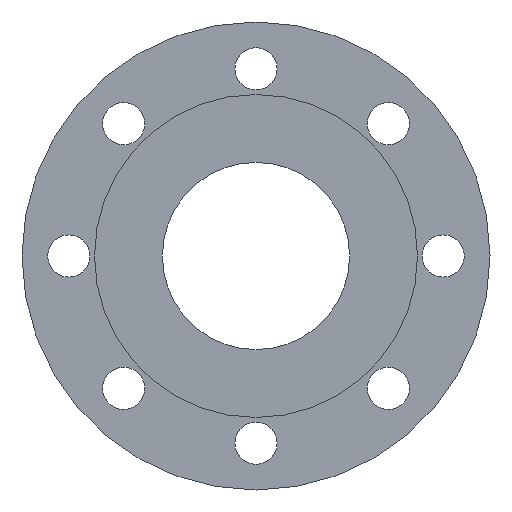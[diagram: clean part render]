
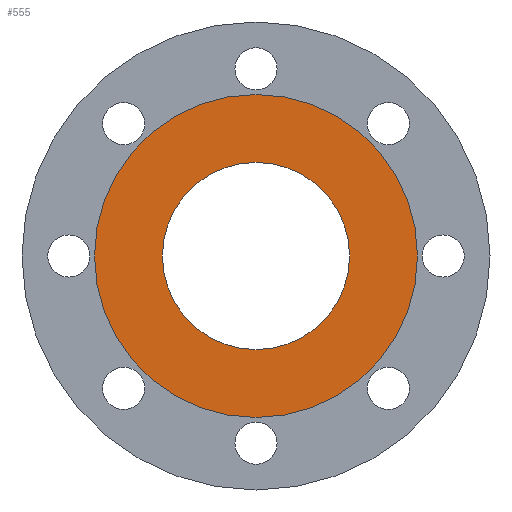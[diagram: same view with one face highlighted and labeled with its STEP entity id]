
A CAD part, front view. The second image highlights one B-rep face of the part: STEP entity #555.
In plain terms, the highlighted planar face has unit normal (0, -1, 0).
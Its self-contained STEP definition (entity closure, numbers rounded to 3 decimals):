
#11 = ORIENTED_EDGE ( 'NONE', *, *, #335, .F. ) ;
#26 = PLANE ( 'NONE',  #894 ) ;
#53 = VERTEX_POINT ( 'NONE', #506 ) ;
#83 = CIRCLE ( 'NONE', #705, 69. ) ;
#111 = FACE_BOUND ( 'NONE', #598, .T. ) ;
#123 = ORIENTED_EDGE ( 'NONE', *, *, #833, .T. ) ;
#148 = AXIS2_PLACEMENT_3D ( 'NONE', #673, #683, #591 ) ;
#220 = EDGE_LOOP ( 'NONE', ( #441, #11 ) ) ;
#238 = AXIS2_PLACEMENT_3D ( 'NONE', #520, #1029, #368 ) ;
#266 = DIRECTION ( 'NONE',  ( 0., -1., 0. ) ) ;
#324 = CIRCLE ( 'NONE', #238, 40. ) ;
#335 = EDGE_CURVE ( 'NONE', #603, #924, #83, .T. ) ;
#337 = VERTEX_POINT ( 'NONE', #826 ) ;
#339 = CARTESIAN_POINT ( 'NONE',  ( 0., 0., 0. ) ) ;
#368 = DIRECTION ( 'NONE',  ( 0., 0., 1. ) ) ;
#441 = ORIENTED_EDGE ( 'NONE', *, *, #493, .F. ) ;
#486 = DIRECTION ( 'NONE',  ( 0., 1., 0. ) ) ;
#487 = ORIENTED_EDGE ( 'NONE', *, *, #1063, .T. ) ;
#493 = EDGE_CURVE ( 'NONE', #924, #603, #785, .T. ) ;
#506 = CARTESIAN_POINT ( 'NONE',  ( 0., 0., -40. ) ) ;
#520 = CARTESIAN_POINT ( 'NONE',  ( 0., 0., 0. ) ) ;
#555 = ADVANCED_FACE ( 'NONE', ( #111, #954 ), #26, .T. ) ;
#591 = DIRECTION ( 'NONE',  ( 0., 0., 1. ) ) ;
#598 = EDGE_LOOP ( 'NONE', ( #123, #487 ) ) ;
#603 = VERTEX_POINT ( 'NONE', #627 ) ;
#627 = CARTESIAN_POINT ( 'NONE',  ( 0., 0., -69. ) ) ;
#634 = CIRCLE ( 'NONE', #148, 40. ) ;
#635 = CARTESIAN_POINT ( 'NONE',  ( 0., 0., 0. ) ) ;
#673 = CARTESIAN_POINT ( 'NONE',  ( 0., 0., 0. ) ) ;
#683 = DIRECTION ( 'NONE',  ( 0., 1., 0. ) ) ;
#687 = DIRECTION ( 'NONE',  ( 0., 0., -1. ) ) ;
#705 = AXIS2_PLACEMENT_3D ( 'NONE', #635, #486, #990 ) ;
#743 = DIRECTION ( 'NONE',  ( 0., 0., 1. ) ) ;
#785 = CIRCLE ( 'NONE', #841, 69. ) ;
#826 = CARTESIAN_POINT ( 'NONE',  ( 0., 0., 40. ) ) ;
#833 = EDGE_CURVE ( 'NONE', #337, #53, #634, .T. ) ;
#841 = AXIS2_PLACEMENT_3D ( 'NONE', #339, #1099, #743 ) ;
#863 = CARTESIAN_POINT ( 'NONE',  ( 0., 0., 40. ) ) ;
#894 = AXIS2_PLACEMENT_3D ( 'NONE', #863, #266, #687 ) ;
#924 = VERTEX_POINT ( 'NONE', #1017 ) ;
#954 = FACE_OUTER_BOUND ( 'NONE', #220, .T. ) ;
#990 = DIRECTION ( 'NONE',  ( 0., 0., 1. ) ) ;
#1017 = CARTESIAN_POINT ( 'NONE',  ( 0., 0., 69. ) ) ;
#1029 = DIRECTION ( 'NONE',  ( 0., 1., 0. ) ) ;
#1063 = EDGE_CURVE ( 'NONE', #53, #337, #324, .T. ) ;
#1099 = DIRECTION ( 'NONE',  ( 0., 1., 0. ) ) ;
